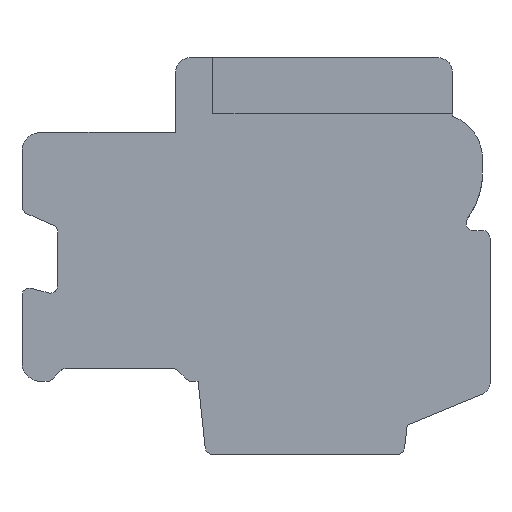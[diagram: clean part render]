
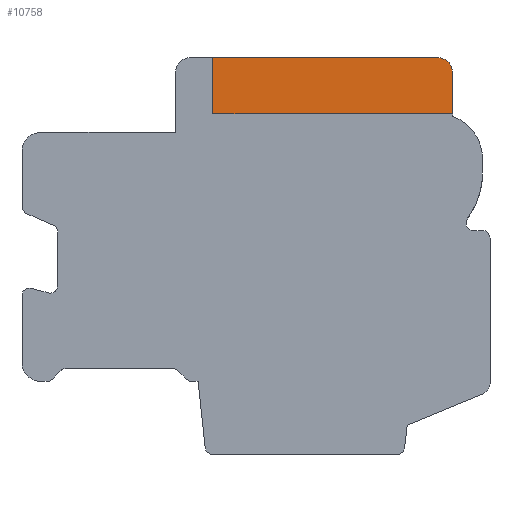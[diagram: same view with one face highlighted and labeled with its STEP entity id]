
A CAD part, front view. The second image highlights one B-rep face of the part: STEP entity #10758.
In plain terms, the highlighted planar face has unit normal (0, -1, 0).
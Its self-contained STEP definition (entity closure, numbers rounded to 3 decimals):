
#57=DIRECTION('',(-1.,0.,0.));
#58=VECTOR('',#57,6.);
#59=CARTESIAN_POINT('',(4.85,-58.5,5.3));
#60=LINE('',#59,#58);
#693=CARTESIAN_POINT('',(4.85,-58.5,4.9));
#694=DIRECTION('',(0.,1.,0.));
#695=DIRECTION('',(0.,0.,1.));
#696=AXIS2_PLACEMENT_3D('',#693,#694,#695);
#750=DIRECTION('',(0.,0.,-1.));
#751=VECTOR('',#750,1.1);
#752=CARTESIAN_POINT('',(5.25,-58.5,4.9));
#753=LINE('',#752,#751);
#3334=DIRECTION('',(0.,0.,1.));
#3335=VECTOR('',#3334,1.5);
#3336=CARTESIAN_POINT('',(-1.15,-58.5,3.8));
#3337=LINE('',#3336,#3335);
#3342=DIRECTION('',(-1.,0.,0.));
#3343=VECTOR('',#3342,6.4);
#3344=CARTESIAN_POINT('',(5.25,-58.5,3.8));
#3345=LINE('',#3344,#3343);
#7031=CARTESIAN_POINT('',(-1.15,-58.5,5.3));
#7033=VERTEX_POINT('',#7031);
#7035=CARTESIAN_POINT('',(4.85,-58.5,5.3));
#7036=VERTEX_POINT('',#7035);
#7037=CARTESIAN_POINT('',(5.25,-58.5,4.9));
#7038=VERTEX_POINT('',#7037);
#7039=CARTESIAN_POINT('',(5.25,-58.5,3.8));
#7040=VERTEX_POINT('',#7039);
#7043=CARTESIAN_POINT('',(-1.15,-58.5,3.8));
#7044=VERTEX_POINT('',#7043);
#10745=CARTESIAN_POINT('',(5.25,-58.5,3.8));
#10746=DIRECTION('',(0.,1.,0.));
#10747=DIRECTION('',(0.,0.,1.));
#10748=AXIS2_PLACEMENT_3D('',#10745,#10746,#10747);
#10749=PLANE('',#10748);
#10750=ORIENTED_EDGE('',*,*,#7485,.F.);
#10751=ORIENTED_EDGE('',*,*,#8132,.T.);
#10752=ORIENTED_EDGE('',*,*,#8206,.T.);
#10754=ORIENTED_EDGE('',*,*,#10753,.T.);
#10755=ORIENTED_EDGE('',*,*,#10737,.T.);
#10756=EDGE_LOOP('',(#10750,#10751,#10752,#10754,#10755));
#10757=FACE_OUTER_BOUND('',#10756,.F.);
#10758=ADVANCED_FACE('',(#10757),#10749,.F.);
#697=CIRCLE('',#696,0.4);
#7485=EDGE_CURVE('',#7036,#7033,#60,.T.);
#8132=EDGE_CURVE('',#7036,#7038,#697,.T.);
#8206=EDGE_CURVE('',#7038,#7040,#753,.T.);
#10737=EDGE_CURVE('',#7044,#7033,#3337,.T.);
#10753=EDGE_CURVE('',#7040,#7044,#3345,.T.);
